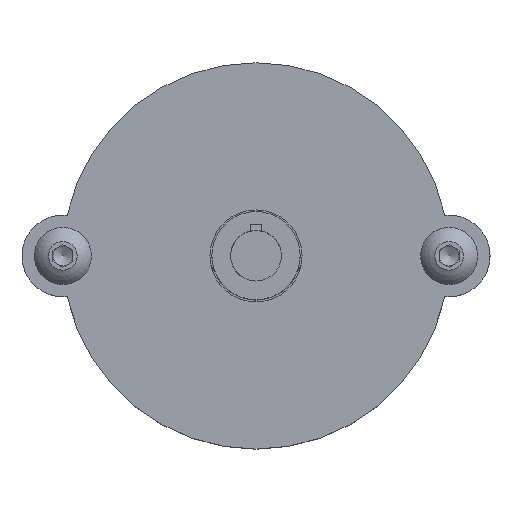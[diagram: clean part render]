
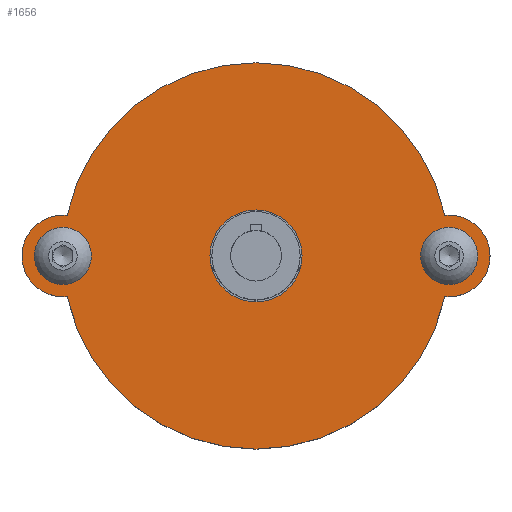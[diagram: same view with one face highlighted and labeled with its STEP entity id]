
A CAD part, top view. The second image highlights one B-rep face of the part: STEP entity #1656.
In plain terms, the highlighted planar face has unit normal (0, 0, 1).
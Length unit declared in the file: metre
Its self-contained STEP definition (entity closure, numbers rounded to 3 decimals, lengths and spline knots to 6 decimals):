
#155=LINE('',#2758,#235);
#160=LINE('',#2772,#240);
#164=LINE('',#2784,#244);
#168=LINE('',#2796,#248);
#235=VECTOR('',#2189,1.);
#240=VECTOR('',#2202,1.);
#244=VECTOR('',#2214,1.);
#248=VECTOR('',#2226,1.);
#397=ORIENTED_EDGE('',*,*,#766,.T.);
#398=ORIENTED_EDGE('',*,*,#767,.T.);
#399=ORIENTED_EDGE('',*,*,#744,.F.);
#400=ORIENTED_EDGE('',*,*,#748,.T.);
#401=ORIENTED_EDGE('',*,*,#751,.F.);
#402=ORIENTED_EDGE('',*,*,#754,.T.);
#403=ORIENTED_EDGE('',*,*,#757,.T.);
#404=ORIENTED_EDGE('',*,*,#760,.T.);
#405=ORIENTED_EDGE('',*,*,#763,.T.);
#406=ORIENTED_EDGE('',*,*,#765,.T.);
#407=ORIENTED_EDGE('',*,*,#768,.F.);
#744=EDGE_CURVE('',#940,#941,#155,.T.);
#748=EDGE_CURVE('',#940,#943,#1082,.T.);
#751=EDGE_CURVE('',#945,#943,#160,.T.);
#754=EDGE_CURVE('',#945,#947,#1084,.T.);
#757=EDGE_CURVE('',#947,#949,#164,.T.);
#760=EDGE_CURVE('',#949,#951,#1086,.T.);
#763=EDGE_CURVE('',#951,#953,#168,.T.);
#765=EDGE_CURVE('',#953,#941,#1088,.T.);
#766=EDGE_CURVE('',#954,#954,#1089,.F.);
#767=EDGE_CURVE('',#955,#955,#1090,.F.);
#768=EDGE_CURVE('',#956,#956,#1091,.T.);
#940=VERTEX_POINT('',#2757);
#941=VERTEX_POINT('',#2759);
#943=VERTEX_POINT('',#2765);
#945=VERTEX_POINT('',#2771);
#947=VERTEX_POINT('',#2777);
#949=VERTEX_POINT('',#2783);
#951=VERTEX_POINT('',#2789);
#953=VERTEX_POINT('',#2795);
#954=VERTEX_POINT('',#2802);
#955=VERTEX_POINT('',#2804);
#956=VERTEX_POINT('',#2806);
#1082=CIRCLE('',#1876,0.031);
#1084=CIRCLE('',#1880,0.006553);
#1086=CIRCLE('',#1884,0.031);
#1088=CIRCLE('',#1888,0.006553);
#1089=CIRCLE('',#1890,0.002553);
#1090=CIRCLE('',#1891,0.002553);
#1091=CIRCLE('',#1892,0.007385);
#1229=EDGE_LOOP('',(#397));
#1230=EDGE_LOOP('',(#398));
#1231=EDGE_LOOP('',(#399,#400,#401,#402,#403,#404,#405,#406));
#1232=EDGE_LOOP('',(#407));
#1420=FACE_BOUND('',#1229,.T.);
#1421=FACE_BOUND('',#1230,.T.);
#1422=FACE_BOUND('',#1231,.T.);
#1423=FACE_BOUND('',#1232,.T.);
#1591=PLANE('',#1889);
#1656=ADVANCED_FACE('',(#1420,#1421,#1422,#1423),#1591,.T.);
#1876=AXIS2_PLACEMENT_3D('',#2766,#2196,#2197);
#1880=AXIS2_PLACEMENT_3D('',#2778,#2208,#2209);
#1884=AXIS2_PLACEMENT_3D('',#2790,#2220,#2221);
#1888=AXIS2_PLACEMENT_3D('',#2799,#2231,#2232);
#1889=AXIS2_PLACEMENT_3D('',#2800,#2233,#2234);
#1890=AXIS2_PLACEMENT_3D('',#2801,#2235,#2236);
#1891=AXIS2_PLACEMENT_3D('',#2803,#2237,#2238);
#1892=AXIS2_PLACEMENT_3D('',#2805,#2239,#2240);
#2189=DIRECTION('',(1.,0.,0.));
#2196=DIRECTION('',(0.,0.,1.));
#2197=DIRECTION('',(1.,0.,0.));
#2202=DIRECTION('',(1.,0.,0.));
#2208=DIRECTION('',(0.,0.,1.));
#2209=DIRECTION('',(1.,0.,0.));
#2214=DIRECTION('',(1.,0.,0.));
#2220=DIRECTION('',(0.,0.,1.));
#2221=DIRECTION('',(1.,0.,0.));
#2226=DIRECTION('',(1.,0.,0.));
#2231=DIRECTION('',(0.,0.,1.));
#2232=DIRECTION('',(1.,0.,0.));
#2233=DIRECTION('',(0.,0.,1.));
#2234=DIRECTION('',(1.,0.,0.));
#2235=DIRECTION('',(0.,0.,1.));
#2236=DIRECTION('',(1.,0.,0.));
#2237=DIRECTION('',(0.,0.,1.));
#2238=DIRECTION('',(1.,0.,0.));
#2239=DIRECTION('',(0.,0.,1.));
#2240=DIRECTION('',(1.,0.,0.));
#2757=CARTESIAN_POINT('',(0.0303,0.006553,0.009));
#2758=CARTESIAN_POINT('',(0.03065,0.006553,0.009));
#2759=CARTESIAN_POINT('',(0.031,0.006553,0.009));
#2765=CARTESIAN_POINT('',(-0.0303,0.006553,0.009));
#2766=CARTESIAN_POINT('',(0.,0.,0.009));
#2771=CARTESIAN_POINT('',(-0.031,0.006553,0.009));
#2772=CARTESIAN_POINT('',(-0.03065,0.006553,0.009));
#2777=CARTESIAN_POINT('',(-0.031,-0.006553,0.009));
#2778=CARTESIAN_POINT('',(-0.031,0.,0.009));
#2783=CARTESIAN_POINT('',(-0.0303,-0.006553,0.009));
#2784=CARTESIAN_POINT('',(-0.03065,-0.006553,0.009));
#2789=CARTESIAN_POINT('',(0.0303,-0.006553,0.009));
#2790=CARTESIAN_POINT('',(0.,0.,0.009));
#2795=CARTESIAN_POINT('',(0.031,-0.006553,0.009));
#2796=CARTESIAN_POINT('',(0.03065,-0.006553,0.009));
#2799=CARTESIAN_POINT('',(0.031,0.,0.009));
#2800=CARTESIAN_POINT('',(0.,0.,0.009));
#2801=CARTESIAN_POINT('',(-0.031,0.,0.009));
#2802=CARTESIAN_POINT('',(-0.028447,0.,0.009));
#2803=CARTESIAN_POINT('',(0.031,0.,0.009));
#2804=CARTESIAN_POINT('',(0.033553,0.,0.009));
#2805=CARTESIAN_POINT('',(0.,0.,0.009));
#2806=CARTESIAN_POINT('',(0.007385,0.,0.009));
